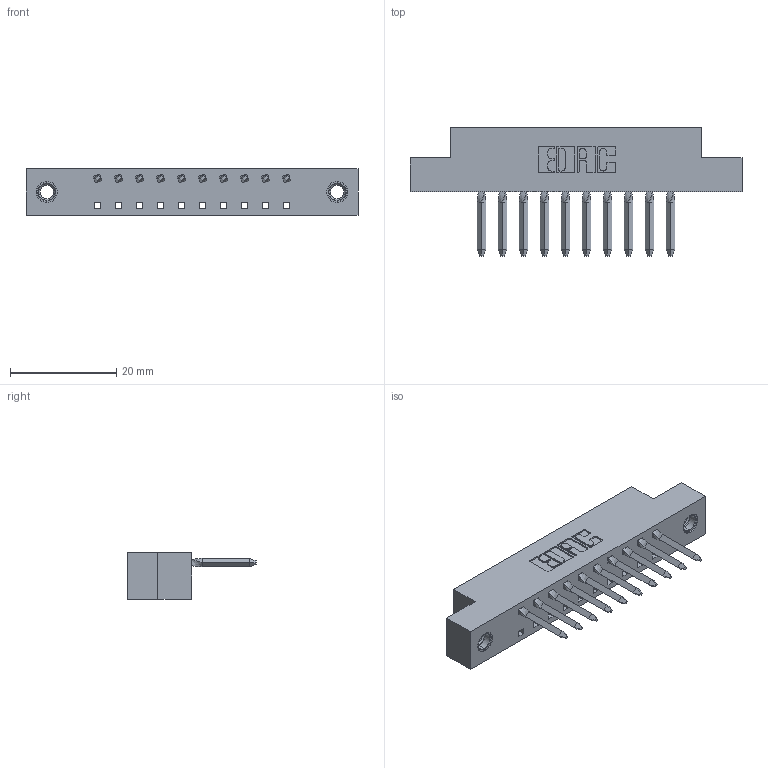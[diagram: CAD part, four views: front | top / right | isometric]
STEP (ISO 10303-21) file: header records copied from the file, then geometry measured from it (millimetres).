
FILE_DESCRIPTION (( 'STEP AP203' ), '1' );
FILE_NAME ('338-010-540-107.STEP', '2020-03-24T16:50:32', ( '' ), ( '' ), 'SwSTEP 2.0', 'SolidWorks 2016', '' );
FILE_SCHEMA (( 'CONFIG_CONTROL_DESIGN' ));
Length unit declared in the file: inch
Products named in the file (4): 338-290-001_540; 338-210-001_338-210-010-004; 345-250-001_345-250-005-103; 338-010-540-107
Assembly tree (13 placements, depth 2):
  338-010-540-107
    338-210-001_338-210-010-004
    338-290-001_540  x10
    345-250-001_345-250-005-103  x2
Bounding box: 62.64 x 24.21 x 8.71 mm (x, y, z)
Volume: 4240.2 mm3; surface area: 6190.5 mm2
Topology: 13 solids, 13 shells, 1084 faces, 2957 edges, 1890 vertices
Faces by surface type: plane 732, cylinder 296, bspline 40, cone 12, torus 4
Entity records: 23789 total; most frequent: CARTESIAN_POINT 4793, ORIENTED_EDGE 3960, DIRECTION 3701, EDGE_CURVE 1980, LINE 1429, VECTOR 1429, VERTEX_POINT 1284, AXIS2_PLACEMENT_3D 1136
